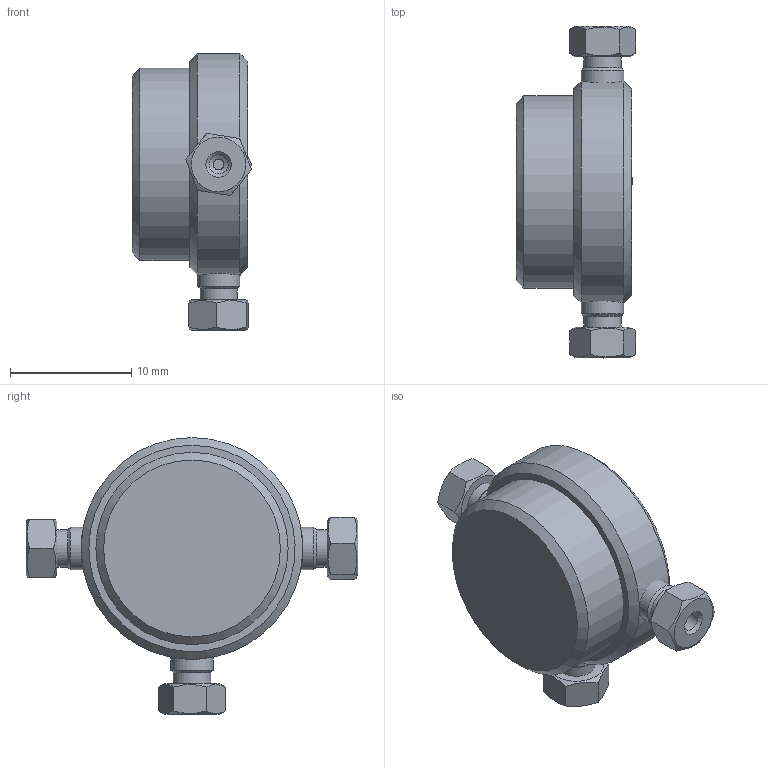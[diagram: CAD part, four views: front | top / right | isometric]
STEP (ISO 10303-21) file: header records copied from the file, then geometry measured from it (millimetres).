
FILE_DESCRIPTION((''),'2;1');
FILE_NAME('305020-ZT.5 Tee.stp','2013-08-23T12:55:42',('Franzp'),(''),'Autodesk Inventor 2013','Autodesk Inventor 2013','');
FILE_SCHEMA(('AUTOMOTIVE_DESIGN { 1 0 10303 214 1 1 1 1 }'));
Length unit declared in the file: millimetre
Products named in the file (1): 305020_Shrinkwrap_1
Bounding box: 9.89 x 27.38 x 22.84 mm (x, y, z)
Surface area: 1394.7 mm2 (no closed solid volume)
Topology: 0 solids, 7 shells, 61 faces, 143 edges, 91 vertices
Faces by surface type: plane 30, cone 18, cylinder 13
Full cylindrical faces by diameter (mm): 1.575 x3, 3.073 x3, 3.505 x3, 15.86 x1
Entity records: 1728 total; most frequent: CARTESIAN_POINT 465, DIRECTION 230, ORIENTED_EDGE 199, EDGE_CURVE 110, AXIS2_PLACEMENT_3D 106, EDGE_LOOP 96, VERTEX_POINT 86, FACE_OUTER_BOUND 61
